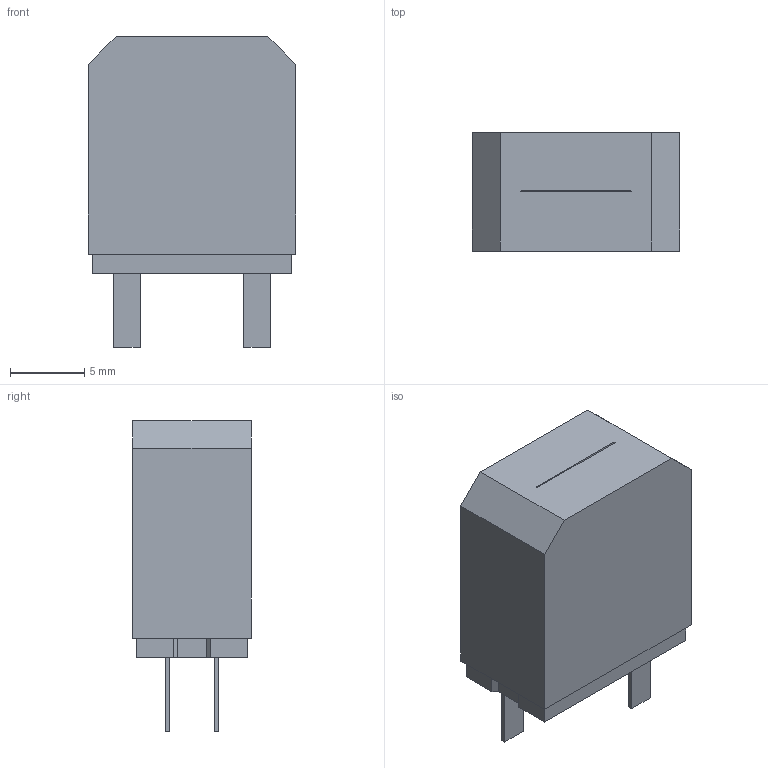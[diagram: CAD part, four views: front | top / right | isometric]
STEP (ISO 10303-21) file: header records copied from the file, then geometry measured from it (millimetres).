
FILE_DESCRIPTION(/* description */ ('Unknown'),/* implementation_level */ '2;1');
FILE_NAME(/* name */ 'L_Wurth_WE-HIDA-1480',/* time_stamp */ '2025-06-04T14:07:26+08:00',/* author */ ('Unknown'),/* organization */ ('Unknown'),/* preprocessor_version */ 'ST-DEVELOPER v19.4',/* originating_system */ 'Solid Edge',/* authorisation */ 'Unknown');
FILE_SCHEMA (('AUTOMOTIVE_DESIGN {1 0 10303 214 3 1 1}'));
Length unit declared in the file: millimetre
Products named in the file (2): L_Wurth_WE-HIDA-1480
Assembly tree (1 placements, depth 2):
  L_Wurth_WE-HIDA-1480
    L_Wurth_WE-HIDA-1480
Bounding box: 14 x 8 x 21 mm (x, y, z)
Volume: 1573.1 mm3; surface area: 2674.9 mm2
Topology: 2 solids, 2 shells, 128 faces, 331 edges, 218 vertices
Faces by surface type: plane 106, bspline 16, cylinder 6
Full cylindrical faces by diameter (mm): 6.7 x2
Entity records: 6426 total; most frequent: CARTESIAN_POINT 2671, ORIENTED_EDGE 654, DIRECTION 433, EDGE_CURVE 327, VERTEX_POINT 217, LINE 177, VECTOR 177, EDGE_LOOP 150
